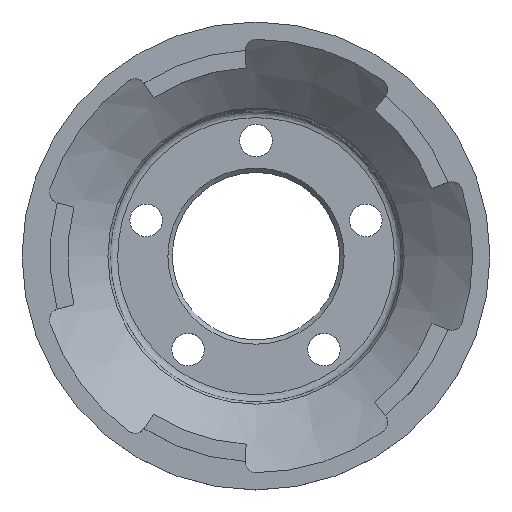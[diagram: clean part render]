
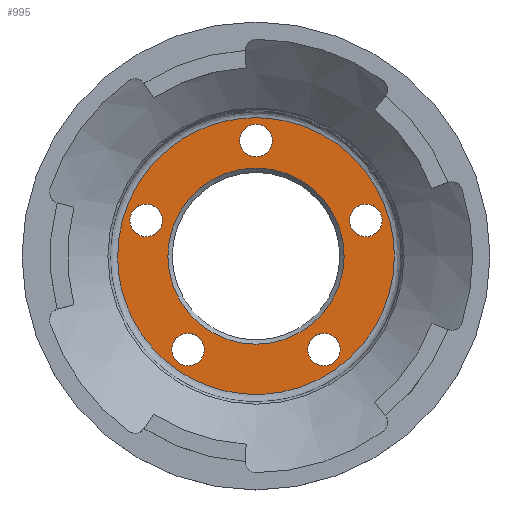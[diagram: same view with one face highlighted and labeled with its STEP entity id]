
A CAD part, top view. The second image highlights one B-rep face of the part: STEP entity #995.
In plain terms, the highlighted planar face has unit normal (0, 0, 1).
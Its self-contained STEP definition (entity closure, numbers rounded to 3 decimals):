
#191=FACE_BOUND('',#279,.T.);
#192=FACE_BOUND('',#280,.T.);
#193=FACE_BOUND('',#281,.T.);
#194=FACE_BOUND('',#282,.T.);
#195=FACE_BOUND('',#283,.T.);
#196=FACE_BOUND('',#284,.T.);
#204=PLANE('',#1064);
#223=FACE_OUTER_BOUND('',#278,.T.);
#278=EDGE_LOOP('',(#690));
#279=EDGE_LOOP('',(#691));
#280=EDGE_LOOP('',(#692));
#281=EDGE_LOOP('',(#693));
#282=EDGE_LOOP('',(#694));
#283=EDGE_LOOP('',(#695));
#284=EDGE_LOOP('',(#696));
#347=B_SPLINE_CURVE_WITH_KNOTS('',3,(#1627,#1628,#1629,#1630,#1631,#1632,
#1633,#1634,#1635,#1636,#1637,#1638,#1639,#1640,#1641,#1642,#1643,#1644),
 .UNSPECIFIED.,.T.,.F.,(4,1,1,1,1,1,1,1,1,1,1,1,1,1,1,4),(-5.983,
-5.128,-4.274,-3.419,-2.564,
-1.994,-0.855,-0.285,0.855,
1.425,2.564,3.134,4.274,5.128,
5.556,5.983),.UNSPECIFIED.);
#359=CIRCLE('',#1065,12.2);
#360=CIRCLE('',#1066,2.25);
#361=CIRCLE('',#1067,2.25);
#362=CIRCLE('',#1068,2.25);
#363=CIRCLE('',#1069,2.25);
#364=CIRCLE('',#1070,2.25);
#429=VERTEX_POINT('',#1601);
#432=VERTEX_POINT('',#1646);
#433=VERTEX_POINT('',#1648);
#434=VERTEX_POINT('',#1650);
#435=VERTEX_POINT('',#1652);
#436=VERTEX_POINT('',#1654);
#437=VERTEX_POINT('',#1656);
#534=EDGE_CURVE('',#429,#429,#347,.T.);
#535=EDGE_CURVE('',#432,#432,#359,.T.);
#536=EDGE_CURVE('',#433,#433,#360,.T.);
#537=EDGE_CURVE('',#434,#434,#361,.T.);
#538=EDGE_CURVE('',#435,#435,#362,.T.);
#539=EDGE_CURVE('',#436,#436,#363,.T.);
#540=EDGE_CURVE('',#437,#437,#364,.T.);
#690=ORIENTED_EDGE('',*,*,#534,.F.);
#691=ORIENTED_EDGE('',*,*,#535,.F.);
#692=ORIENTED_EDGE('',*,*,#536,.F.);
#693=ORIENTED_EDGE('',*,*,#537,.F.);
#694=ORIENTED_EDGE('',*,*,#538,.F.);
#695=ORIENTED_EDGE('',*,*,#539,.F.);
#696=ORIENTED_EDGE('',*,*,#540,.F.);
#995=ADVANCED_FACE('',(#223,#191,#192,#193,#194,#195,#196),#204,.T.);
#1064=AXIS2_PLACEMENT_3D('',#1645,#1192,#1193);
#1065=AXIS2_PLACEMENT_3D('',#1647,#1194,#1195);
#1066=AXIS2_PLACEMENT_3D('',#1649,#1196,#1197);
#1067=AXIS2_PLACEMENT_3D('',#1651,#1198,#1199);
#1068=AXIS2_PLACEMENT_3D('',#1653,#1200,#1201);
#1069=AXIS2_PLACEMENT_3D('',#1655,#1202,#1203);
#1070=AXIS2_PLACEMENT_3D('',#1657,#1204,#1205);
#1192=DIRECTION('center_axis',(0.,0.,1.));
#1193=DIRECTION('ref_axis',(1.,0.,0.));
#1194=DIRECTION('center_axis',(0.,0.,1.));
#1195=DIRECTION('ref_axis',(1.,0.,0.));
#1196=DIRECTION('center_axis',(0.,0.,1.));
#1197=DIRECTION('ref_axis',(0.309,-0.951,0.));
#1198=DIRECTION('center_axis',(0.,0.,1.));
#1199=DIRECTION('ref_axis',(-0.809,-0.588,0.));
#1200=DIRECTION('center_axis',(0.,0.,1.));
#1201=DIRECTION('ref_axis',(-0.809,0.588,0.));
#1202=DIRECTION('center_axis',(0.,0.,1.));
#1203=DIRECTION('ref_axis',(0.309,0.951,0.));
#1204=DIRECTION('center_axis',(0.,0.,1.));
#1205=DIRECTION('ref_axis',(1.,0.,0.));
#1601=CARTESIAN_POINT('',(19.16,0.016,-8.412));
#1627=CARTESIAN_POINT('Ctrl Pts',(19.16,0.016,-8.412));
#1628=CARTESIAN_POINT('Ctrl Pts',(19.162,-2.84,-8.412));
#1629=CARTESIAN_POINT('Ctrl Pts',(17.86,-8.588,-8.412));
#1630=CARTESIAN_POINT('Ctrl Pts',(12.368,-15.48,-8.412));
#1631=CARTESIAN_POINT('Ctrl Pts',(4.414,-19.32,-8.412));
#1632=CARTESIAN_POINT('Ctrl Pts',(-3.418,-19.316,-8.412));
#1633=CARTESIAN_POINT('Ctrl Pts',(-11.526,-16.143,-8.412));
#1634=CARTESIAN_POINT('Ctrl Pts',(-16.956,-10.308,-8.412));
#1635=CARTESIAN_POINT('Ctrl Pts',(-19.806,-1.029,-8.412));
#1636=CARTESIAN_POINT('Ctrl Pts',(-18.633,6.797,-8.412));
#1637=CARTESIAN_POINT('Ctrl Pts',(-13.191,14.817,-8.412));
#1638=CARTESIAN_POINT('Ctrl Pts',(-6.296,18.812,-8.412));
#1639=CARTESIAN_POINT('Ctrl Pts',(3.363,19.549,-8.412));
#1640=CARTESIAN_POINT('Ctrl Pts',(11.723,16.294,-8.412));
#1641=CARTESIAN_POINT('Ctrl Pts',(16.927,9.752,-8.412));
#1642=CARTESIAN_POINT('Ctrl Pts',(18.83,4.329,-8.412));
#1643=CARTESIAN_POINT('Ctrl Pts',(19.159,1.444,-8.412));
#1644=CARTESIAN_POINT('Ctrl Pts',(19.16,0.016,-8.412));
#1645=CARTESIAN_POINT('Origin',(0.,0.,-8.412));
#1646=CARTESIAN_POINT('',(-12.2,0.,-8.412));
#1647=CARTESIAN_POINT('Origin',(0.,0.,-8.412));
#1648=CARTESIAN_POINT('',(14.522,7.084,-8.412));
#1649=CARTESIAN_POINT('Origin',(15.217,4.944,-8.412));
#1650=CARTESIAN_POINT('',(11.225,-11.622,-8.412));
#1651=CARTESIAN_POINT('Origin',(9.405,-12.944,-8.412));
#1652=CARTESIAN_POINT('',(-7.584,-14.267,-8.412));
#1653=CARTESIAN_POINT('Origin',(-9.405,-12.944,-8.412));
#1654=CARTESIAN_POINT('',(-15.912,2.804,-8.412));
#1655=CARTESIAN_POINT('Origin',(-15.217,4.944,-8.412));
#1656=CARTESIAN_POINT('',(-2.25,16.,-8.412));
#1657=CARTESIAN_POINT('Origin',(0.,16.,-8.412));
